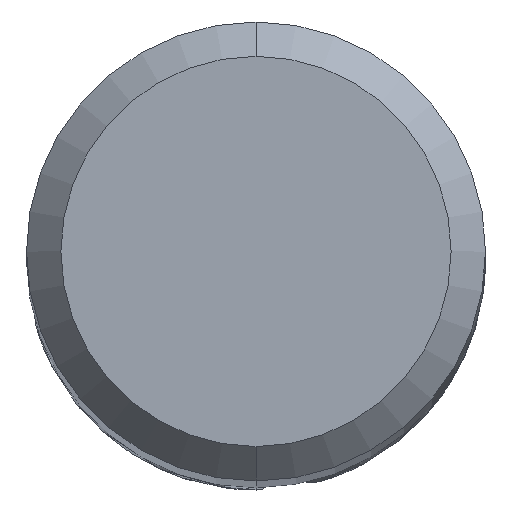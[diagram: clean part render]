
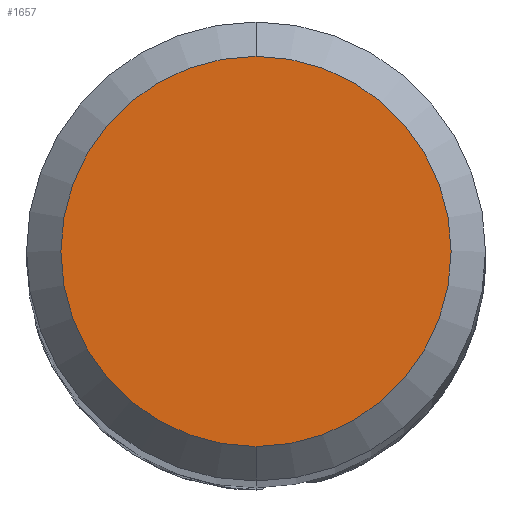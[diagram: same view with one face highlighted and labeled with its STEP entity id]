
A CAD part, top view. The second image highlights one B-rep face of the part: STEP entity #1657.
In plain terms, the highlighted planar face has unit normal (0, 0, 1).
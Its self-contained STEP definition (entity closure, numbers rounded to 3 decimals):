
#827=EDGE_CURVE('',#2161,#1217,#2318,.T.);
#1217=VERTEX_POINT('',#2743);
#1657=ADVANCED_FACE('',(#3228),#3229,.T.);
#1667=EDGE_CURVE('',#1217,#2161,#3240,.T.);
#2161=VERTEX_POINT('',#3765);
#2318=CIRCLE('',#4191,1.7);
#2743=CARTESIAN_POINT('',(0.0,1.7,0.0));
#3228=FACE_OUTER_BOUND('',#9061,.T.);
#3229=PLANE('',#9062);
#3240=CIRCLE('',#9077,1.7);
#3765=CARTESIAN_POINT('',(0.,-1.7,0.0));
#4191=AXIS2_PLACEMENT_3D('',#12028,#12029,#12030);
#9061=EDGE_LOOP('',(#13032,#13033));
#9062=AXIS2_PLACEMENT_3D('',#13034,#13035,#13036);
#9077=AXIS2_PLACEMENT_3D('',#13058,#13059,#13060);
#12028=CARTESIAN_POINT('',(0.0,0.0,0.0));
#12029=DIRECTION('',(0.0,0.0,-1.0));
#12030=DIRECTION('',(0.0,1.0,0.0));
#13032=ORIENTED_EDGE('',*,*,#1667,.F.);
#13033=ORIENTED_EDGE('',*,*,#827,.F.);
#13034=CARTESIAN_POINT('',(0.0,0.85,0.0));
#13035=DIRECTION('',(-0.0,0.0,1.0));
#13036=DIRECTION('',(0.0,-1.0,0.0));
#13058=CARTESIAN_POINT('',(0.0,0.0,0.0));
#13059=DIRECTION('',(0.0,0.0,-1.0));
#13060=DIRECTION('',(0.0,1.0,0.0));
